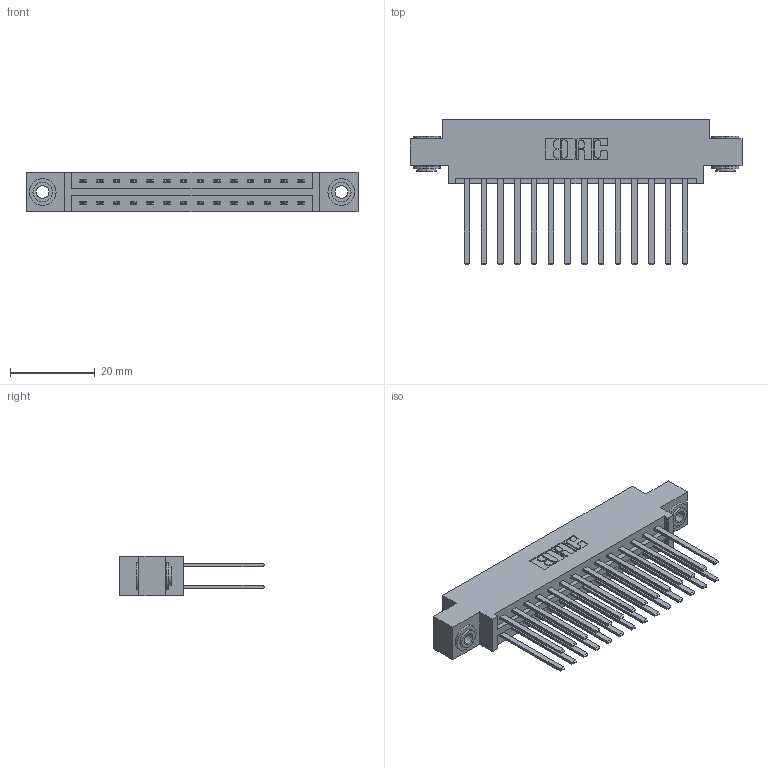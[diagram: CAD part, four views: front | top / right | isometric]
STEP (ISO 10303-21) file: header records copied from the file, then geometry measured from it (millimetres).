
FILE_DESCRIPTION (( 'STEP AP203' ), '1' );
FILE_NAME ('387-028-544-803.STEP', '2018-09-16T22:37:23', ( '' ), ( '' ), 'SwSTEP 2.0', 'SolidWorks 2016', '' );
FILE_SCHEMA (( 'CONFIG_CONTROL_DESIGN' ));
Length unit declared in the file: inch
Products named in the file (4): 337 Part_0.170 Offset - 0.156 Dia-TH; 345-292-001_345-293-144; 345-250-002_345-250-002-102; 387-028-544-803
Assembly tree (31 placements, depth 2):
  387-028-544-803
    337 Part_0.170 Offset - 0.156 Dia-TH
    345-292-001_345-293-144  x28
    345-250-002_345-250-002-102  x2
Bounding box: 78.49 x 34.3 x 9.4 mm (x, y, z)
Volume: 8193.2 mm3; surface area: 10604.9 mm2
Topology: 31 solids, 31 shells, 1500 faces, 4403 edges, 2894 vertices
Faces by surface type: plane 1036, cylinder 456, cone 8
Entity records: 15074 total; most frequent: CARTESIAN_POINT 2537, ORIENTED_EDGE 2466, DIRECTION 2239, EDGE_CURVE 1233, VECTOR 1085, LINE 1085, VERTEX_POINT 818, AXIS2_PLACEMENT_3D 577
